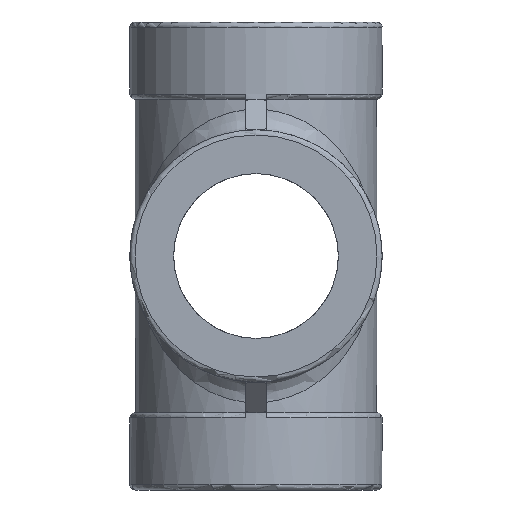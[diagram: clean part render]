
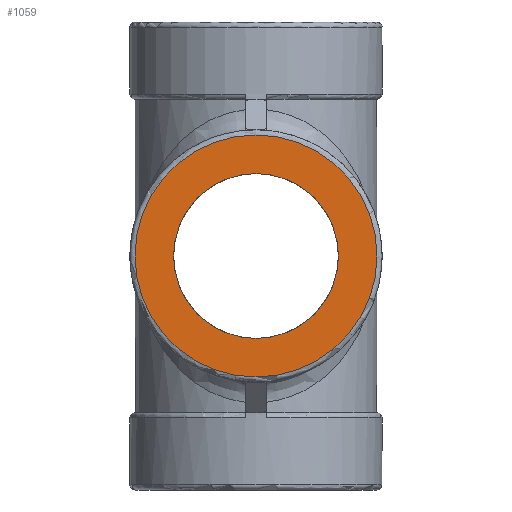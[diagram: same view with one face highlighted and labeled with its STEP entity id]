
A CAD part, front view. The second image highlights one B-rep face of the part: STEP entity #1059.
In plain terms, the highlighted planar face has unit normal (0, -1, 0).
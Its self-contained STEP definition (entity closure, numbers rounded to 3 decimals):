
#118=PLANE('',#1200);
#170=CIRCLE('',#1199,16.);
#171=CIRCLE('',#1201,23.5);
#354=ORIENTED_EDGE('',*,*,#667,.T.);
#355=ORIENTED_EDGE('',*,*,#666,.T.);
#666=EDGE_CURVE('',#818,#818,#170,.T.);
#667=EDGE_CURVE('',#819,#819,#171,.F.);
#818=VERTEX_POINT('',#1808);
#819=VERTEX_POINT('',#1811);
#886=EDGE_LOOP('',(#354));
#887=EDGE_LOOP('',(#355));
#970=FACE_BOUND('',#886,.T.);
#971=FACE_BOUND('',#887,.T.);
#1059=ADVANCED_FACE('',(#970,#971),#118,.F.);
#1199=AXIS2_PLACEMENT_3D('',#1807,#1416,#1417);
#1200=AXIS2_PLACEMENT_3D('',#1809,#1418,#1419);
#1201=AXIS2_PLACEMENT_3D('',#1810,#1420,#1421);
#1416=DIRECTION('',(0.,1.,0.));
#1417=DIRECTION('',(1.,0.,0.));
#1418=DIRECTION('',(0.,1.,0.));
#1419=DIRECTION('',(0.,0.,1.));
#1420=DIRECTION('',(0.,1.,0.));
#1421=DIRECTION('',(0.,0.,1.));
#1807=CARTESIAN_POINT('',(0.,-45.45,0.));
#1808=CARTESIAN_POINT('',(16.,-45.45,0.));
#1809=CARTESIAN_POINT('',(0.,-45.45,0.));
#1810=CARTESIAN_POINT('',(0.,-45.45,0.));
#1811=CARTESIAN_POINT('',(0.,-45.45,23.5));
